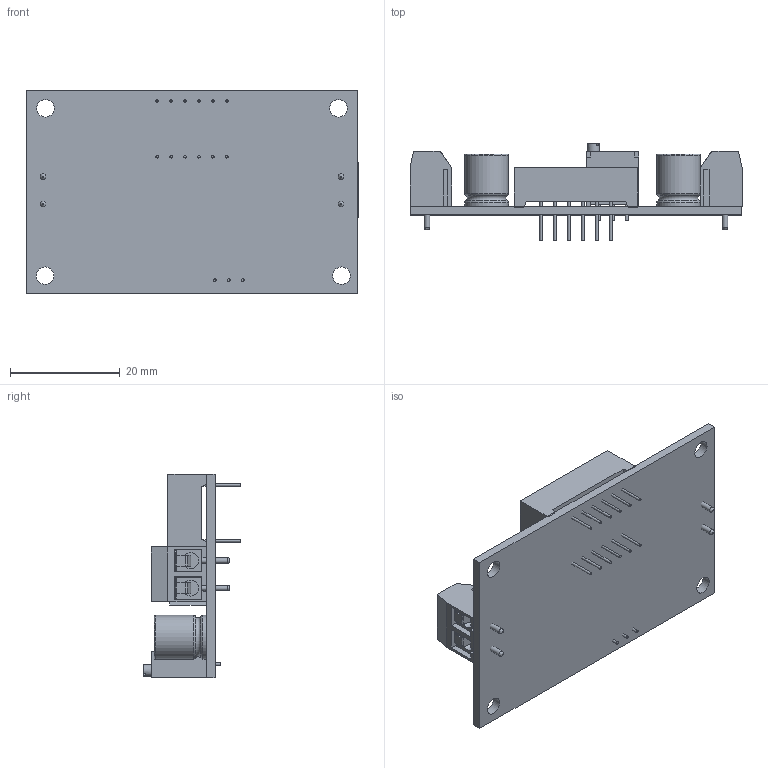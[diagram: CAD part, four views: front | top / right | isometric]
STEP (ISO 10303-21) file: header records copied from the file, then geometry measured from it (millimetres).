
FILE_DESCRIPTION(/* description */ (''),/* implementation_level */ '2;1');
FILE_NAME(/* name */ 'LM2596 Buck Converter 4.0-40 to 1.3-37V.step',/* time_stamp */ '2023-01-24T12:56:58+05:30',/* author */ (''),/* organization */ (''),/* preprocessor_version */ 'ST-DEVELOPER v19.2',/* originating_system */ 'Autodesk Translation Framework v11.17.0.187',/* authorisation */ '');
FILE_SCHEMA (('AUTOMOTIVE_DESIGN { 1 0 10303 214 3 1 1 }'));
Length unit declared in the file: millimetre
Products named in the file (6): LM2596 Buck Converter 4.0-40 to 1.3-37V; 3 DIGIT 7 SEGMENT DISPLAY, LM2596 Buck Converter 4.0-40 to 1.3-37V; Trimpot 3296W, LM2596 Buck Converter 4.0-40 to 1.3-37V_Valor predeter
minado; DG301-5.0-02, LM2596 Buck Converter 4.0-40 to 1.3-37V; 220 35V CAPACITOR, LM2596 Buck Converter 4.0-40 to 1.3-37V; Component6
Assembly tree (7 placements, depth 2):
  LM2596 Buck Converter 4.0-40 to 1.3-37V
    DG301-5.0-02, LM2596 Buck Converter 4.0-40 to 1.3-37V  x2
    3 DIGIT 7 SEGMENT DISPLAY, LM2596 Buck Converter 4.0-40 to 1.3-37V
    Trimpot 3296W, LM2596 Buck Converter 4.0-40 to 1.3-37V_Valor predeter
minado
    220 35V CAPACITOR, LM2596 Buck Converter 4.0-40 to 1.3-37V  x2
    Component6
Bounding box: 60.5 x 17.82 x 37 mm (x, y, z)
Volume: 8001.5 mm3; surface area: 10322.3 mm2
Topology: 21 solids, 21 shells, 591 faces, 1489 edges, 990 vertices
Faces by surface type: plane 464, cylinder 95, torus 20, cone 8, bspline 4
Full cylindrical faces by diameter (mm): 0.45 x12, 0.51 x3, 0.9 x3, 1 x8, 1.8 x4, 2 x4, 2.19 x1, 2.5 x4, 2.6 x4, 2.9 x4, 3 x4, 3.2 x4, 3.6 x4, 3.65 x4, 8 x4
Entity records: 12958 total; most frequent: CARTESIAN_POINT 2335, ORIENTED_EDGE 2062, DIRECTION 2033, EDGE_CURVE 1031, LINE 861, VECTOR 861, VERTEX_POINT 686, AXIS2_PLACEMENT_3D 586
